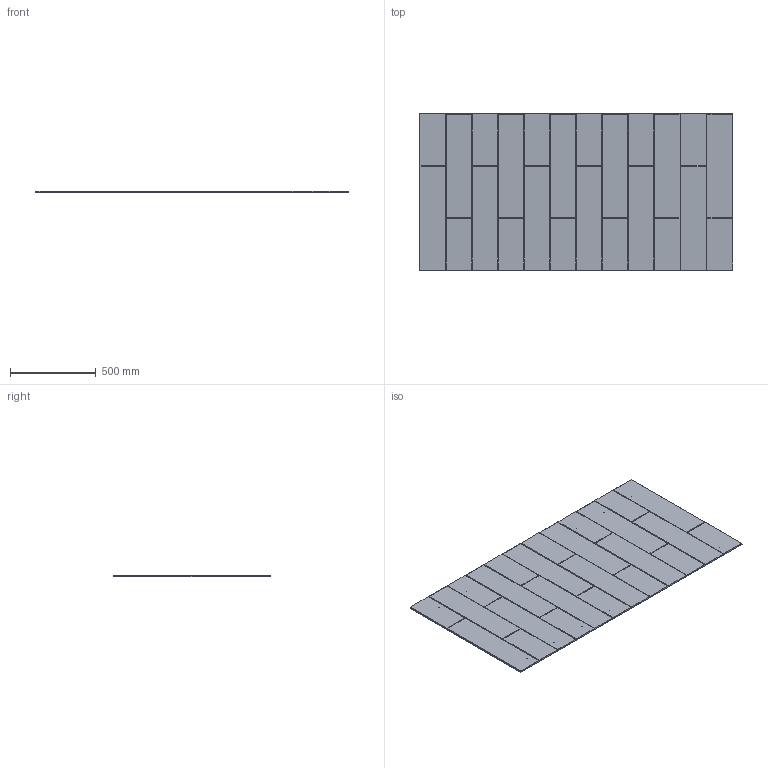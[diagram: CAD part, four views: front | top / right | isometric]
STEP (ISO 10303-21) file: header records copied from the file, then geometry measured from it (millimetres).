
FILE_DESCRIPTION (( 'STEP AP203' ), '1' );
FILE_NAME ('MSMK7236.STEP', '2021-10-26T13:59:47', ( '' ), ( '' ), 'SwSTEP 2.0', 'SolidWorks 2020', '' );
FILE_SCHEMA (( 'CONFIG_CONTROL_DESIGN' ));
Length unit declared in the file: inch
Products named in the file (1): MSMK7236
Bounding box: 1829.77 x 914.4 x 9.53 mm (x, y, z)
Volume: 15890667.1 mm3; surface area: 3404799.1 mm2
Topology: 1 solids, 1 shells, 570 faces, 1412 edges, 864 vertices
Faces by surface type: cylinder 215, bspline 147, plane 144, torus 36, sphere 24, cone 4
Entity records: 34196 total; most frequent: CARTESIAN_POINT 22240, ORIENTED_EDGE 2818, DIRECTION 1854, EDGE_CURVE 1409, VERTEX_POINT 864, AXIS2_PLACEMENT_3D 657, B_SPLINE_CURVE_WITH_KNOTS 635, EDGE_LOOP 593
